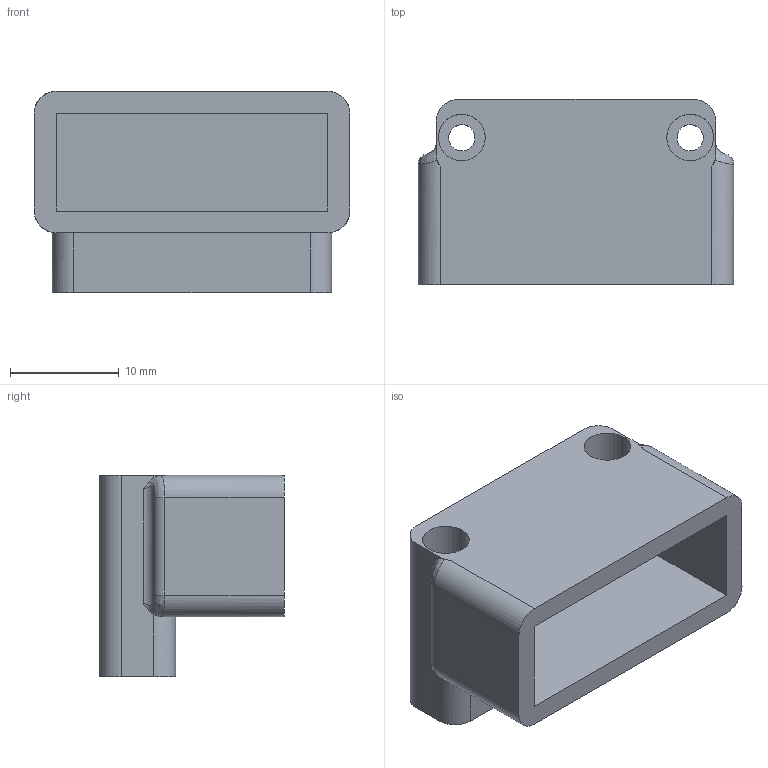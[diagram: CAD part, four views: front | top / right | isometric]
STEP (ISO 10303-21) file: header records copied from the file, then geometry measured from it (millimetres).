
FILE_DESCRIPTION(/* description */ (''),/* implementation_level */ '2;1');
FILE_NAME(/* name */ 'Кронштейн АКБ.stp',/* time_stamp */ '2023-02-20T22:13:40+03:00',/* author */ ('Tasya'),/* organization */ (''),/* preprocessor_version */ 'ST-DEVELOPER v18.1',/* originating_system */ 'Autodesk Inventor 2021',/* authorisation */ '');
FILE_SCHEMA (('AUTOMOTIVE_DESIGN { 1 0 10303 214 3 1 1 }'));
Length unit declared in the file: millimetre
Products named in the file (1): Кронштейн АКБ
Bounding box: 29 x 17 x 18.5 mm (x, y, z)
Volume: 4424.5 mm3; surface area: 3491.2 mm2
Topology: 1 solids, 1 shells, 39 faces, 102 edges, 68 vertices
Faces by surface type: cylinder 18, plane 17, bspline 4
Full cylindrical faces by diameter (mm): 2.4 x2, 4.3 x2
Entity records: 1643 total; most frequent: CARTESIAN_POINT 650, ORIENTED_EDGE 204, DIRECTION 184, EDGE_CURVE 102, VERTEX_POINT 68, AXIS2_PLACEMENT_3D 66, LINE 52, VECTOR 52
